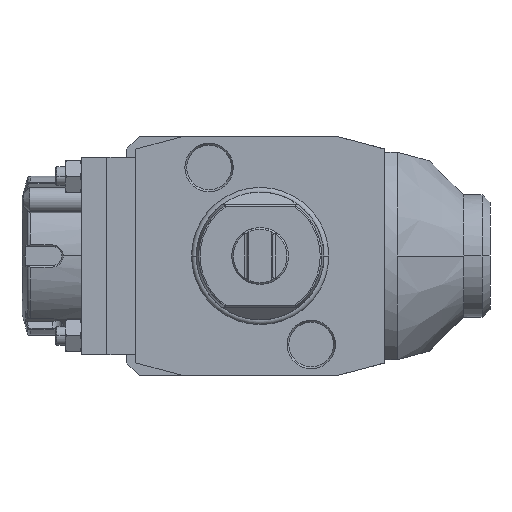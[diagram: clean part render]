
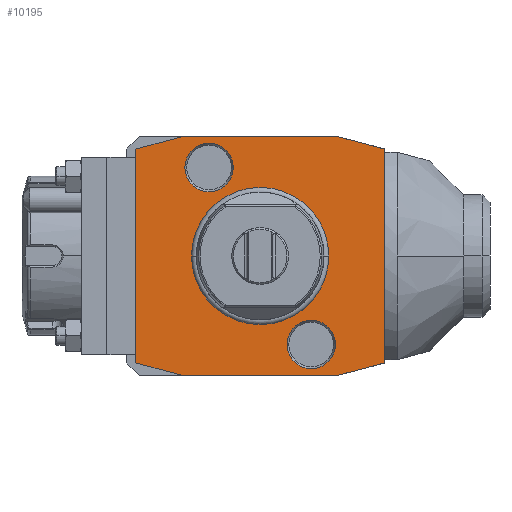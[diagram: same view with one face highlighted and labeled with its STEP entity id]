
A CAD part, front view. The second image highlights one B-rep face of the part: STEP entity #10195.
In plain terms, the highlighted planar face has unit normal (0, -1, 0).
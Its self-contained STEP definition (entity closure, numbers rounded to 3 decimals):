
#1=DIRECTION('',(-0.966,0.,0.259));
#2=VECTOR('',#1,15.529);
#3=CARTESIAN_POINT('',(39.,0.,33.481));
#4=LINE('',#3,#2);
#5=DIRECTION('',(0.,0.,1.));
#6=VECTOR('',#5,66.962);
#7=CARTESIAN_POINT('',(39.,0.,-33.481));
#8=LINE('',#7,#6);
#9=DIRECTION('',(0.966,0.,0.259));
#10=VECTOR('',#9,15.529);
#11=CARTESIAN_POINT('',(24.,0.,-37.5));
#12=LINE('',#11,#10);
#13=DIRECTION('',(1.,0.,0.));
#14=VECTOR('',#13,48.);
#15=CARTESIAN_POINT('',(-24.,0.,-37.5));
#16=LINE('',#15,#14);
#17=DIRECTION('',(0.966,0.,-0.259));
#18=VECTOR('',#17,15.529);
#19=CARTESIAN_POINT('',(-39.,0.,-33.481));
#20=LINE('',#19,#18);
#21=DIRECTION('',(0.,0.,-1.));
#22=VECTOR('',#21,66.962);
#23=CARTESIAN_POINT('',(-39.,0.,33.481));
#24=LINE('',#23,#22);
#25=DIRECTION('',(-0.966,0.,-0.259));
#26=VECTOR('',#25,15.529);
#27=CARTESIAN_POINT('',(-24.,0.,37.5));
#28=LINE('',#27,#26);
#29=DIRECTION('',(-1.,0.,0.));
#30=VECTOR('',#29,48.);
#31=CARTESIAN_POINT('',(24.,0.,37.5));
#32=LINE('',#31,#30);
#33=CARTESIAN_POINT('',(-16.,0.,27.713));
#34=DIRECTION('',(0.,1.,0.));
#35=DIRECTION('',(1.,0.,0.));
#36=AXIS2_PLACEMENT_3D('',#33,#34,#35);
#38=CARTESIAN_POINT('',(-16.,0.,27.713));
#39=DIRECTION('',(0.,1.,0.));
#40=DIRECTION('',(-1.,0.,0.));
#41=AXIS2_PLACEMENT_3D('',#38,#39,#40);
#43=CARTESIAN_POINT('',(16.,0.,-27.713));
#44=DIRECTION('',(0.,1.,0.));
#45=DIRECTION('',(1.,0.,0.));
#46=AXIS2_PLACEMENT_3D('',#43,#44,#45);
#48=CARTESIAN_POINT('',(16.,0.,-27.713));
#49=DIRECTION('',(0.,1.,0.));
#50=DIRECTION('',(-1.,0.,0.));
#51=AXIS2_PLACEMENT_3D('',#48,#49,#50);
#6582=CARTESIAN_POINT('',(0.,0.,0.));
#6583=DIRECTION('',(0.,-1.,0.));
#6584=DIRECTION('',(1.,0.,0.));
#6585=AXIS2_PLACEMENT_3D('',#6582,#6583,#6584);
#6587=CARTESIAN_POINT('',(0.,0.,0.));
#6588=DIRECTION('',(0.,-1.,0.));
#6589=DIRECTION('',(-1.,0.,0.));
#6590=AXIS2_PLACEMENT_3D('',#6587,#6588,#6589);
#9124=CARTESIAN_POINT('',(-8.423,0.,
27.713));
#9125=CARTESIAN_POINT('',(-23.577,0.,
27.713));
#9126=VERTEX_POINT('',#9124);
#9127=VERTEX_POINT('',#9125);
#9256=CARTESIAN_POINT('',(23.577,0.,
-27.713));
#9257=CARTESIAN_POINT('',(8.423,0.,
-27.713));
#9258=VERTEX_POINT('',#9256);
#9259=VERTEX_POINT('',#9257);
#9951=CARTESIAN_POINT('',(39.,0.,33.481));
#9952=CARTESIAN_POINT('',(24.,0.,37.5));
#9953=VERTEX_POINT('',#9951);
#9954=VERTEX_POINT('',#9952);
#9955=CARTESIAN_POINT('',(-24.,0.,37.5));
#9956=VERTEX_POINT('',#9955);
#9957=CARTESIAN_POINT('',(-39.,0.,33.481));
#9958=VERTEX_POINT('',#9957);
#9959=CARTESIAN_POINT('',(-39.,0.,-33.481));
#9960=VERTEX_POINT('',#9959);
#9961=CARTESIAN_POINT('',(-24.,0.,-37.5));
#9962=VERTEX_POINT('',#9961);
#9963=CARTESIAN_POINT('',(24.,0.,-37.5));
#9964=VERTEX_POINT('',#9963);
#9965=CARTESIAN_POINT('',(39.,0.,-33.481));
#9966=VERTEX_POINT('',#9965);
#10018=CARTESIAN_POINT('',(21.137,0.,0.));
#10019=CARTESIAN_POINT('',(-21.137,0.,0.));
#10020=VERTEX_POINT('',#10018);
#10021=VERTEX_POINT('',#10019);
#10154=CARTESIAN_POINT('',(0.,0.,0.));
#10155=DIRECTION('',(0.,-1.,0.));
#10156=DIRECTION('',(-1.,0.,0.));
#10157=AXIS2_PLACEMENT_3D('',#10154,#10155,#10156);
#10158=PLANE('',#10157);
#10160=ORIENTED_EDGE('',*,*,#10159,.F.);
#10162=ORIENTED_EDGE('',*,*,#10161,.F.);
#10164=ORIENTED_EDGE('',*,*,#10163,.F.);
#10166=ORIENTED_EDGE('',*,*,#10165,.F.);
#10168=ORIENTED_EDGE('',*,*,#10167,.F.);
#10170=ORIENTED_EDGE('',*,*,#10169,.F.);
#10172=ORIENTED_EDGE('',*,*,#10171,.F.);
#10174=ORIENTED_EDGE('',*,*,#10173,.F.);
#10175=EDGE_LOOP('',(#10160,#10162,#10164,#10166,#10168,#10170,#10172,#10174));
#10176=FACE_OUTER_BOUND('',#10175,.F.);
#10178=ORIENTED_EDGE('',*,*,#10177,.T.);
#10180=ORIENTED_EDGE('',*,*,#10179,.T.);
#10181=EDGE_LOOP('',(#10178,#10180));
#10182=FACE_BOUND('',#10181,.F.);
#10184=ORIENTED_EDGE('',*,*,#10183,.F.);
#10186=ORIENTED_EDGE('',*,*,#10185,.F.);
#10187=EDGE_LOOP('',(#10184,#10186));
#10188=FACE_BOUND('',#10187,.F.);
#10190=ORIENTED_EDGE('',*,*,#10189,.F.);
#10192=ORIENTED_EDGE('',*,*,#10191,.F.);
#10193=EDGE_LOOP('',(#10190,#10192));
#10194=FACE_BOUND('',#10193,.F.);
#37=CIRCLE('',#36,7.577);
#42=CIRCLE('',#41,7.577);
#47=CIRCLE('',#46,7.577);
#52=CIRCLE('',#51,7.577);
#6586=CIRCLE('',#6585,21.137);
#6591=CIRCLE('',#6590,21.137);
#10159=EDGE_CURVE('',#9953,#9954,#4,.T.);
#10161=EDGE_CURVE('',#9966,#9953,#8,.T.);
#10163=EDGE_CURVE('',#9964,#9966,#12,.T.);
#10165=EDGE_CURVE('',#9962,#9964,#16,.T.);
#10167=EDGE_CURVE('',#9960,#9962,#20,.T.);
#10169=EDGE_CURVE('',#9958,#9960,#24,.T.);
#10171=EDGE_CURVE('',#9956,#9958,#28,.T.);
#10173=EDGE_CURVE('',#9954,#9956,#32,.T.);
#10177=EDGE_CURVE('',#10020,#10021,#6586,.T.);
#10179=EDGE_CURVE('',#10021,#10020,#6591,.T.);
#10183=EDGE_CURVE('',#9126,#9127,#37,.T.);
#10185=EDGE_CURVE('',#9127,#9126,#42,.T.);
#10189=EDGE_CURVE('',#9258,#9259,#47,.T.);
#10191=EDGE_CURVE('',#9259,#9258,#52,.T.);
#10195=ADVANCED_FACE('',(#10176,#10182,#10188,#10194),#10158,.T.);
